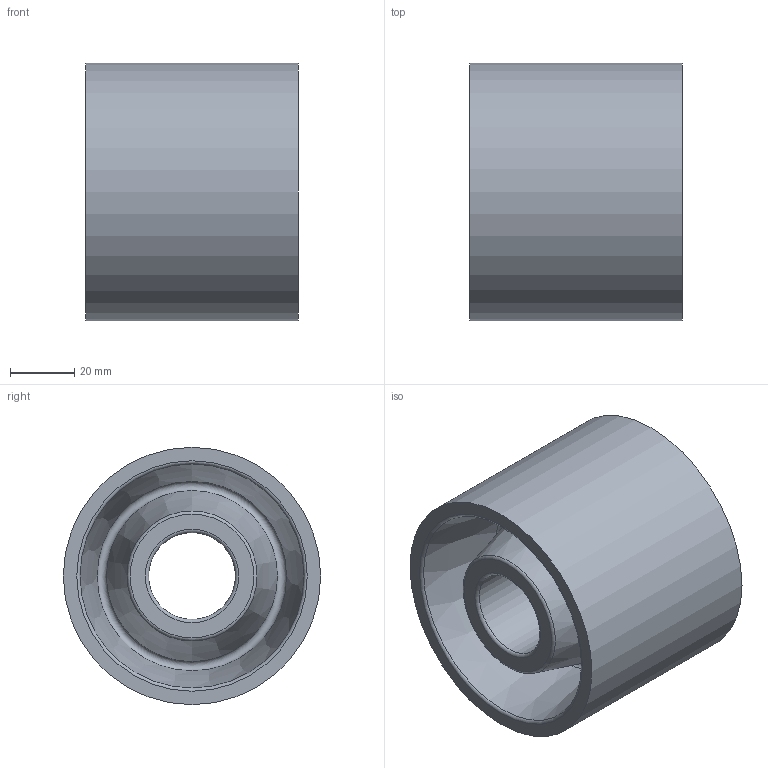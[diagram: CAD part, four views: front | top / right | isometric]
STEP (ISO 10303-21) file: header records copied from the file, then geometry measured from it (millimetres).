
FILE_DESCRIPTION (( 'STEP AP214' ), '1' );
FILE_NAME ('Part3.STEP', '2025-08-08T14:54:02', ( '' ), ( '' ), 'SwSTEP 2.0', 'SolidWorks 2025', '' );
FILE_SCHEMA (( 'AUTOMOTIVE_DESIGN' ));
Length unit declared in the file: millimetre
Products named in the file (1): Part3
Bounding box: 66 x 80 x 80 mm (x, y, z)
Volume: 201010.3 mm3; surface area: 45237.1 mm2
Topology: 1 solids, 1 shells, 18 faces, 36 edges, 22 vertices
Faces by surface type: torus 8, cone 4, plane 4, cylinder 2
Full cylindrical faces by diameter (mm): 27 x1, 80 x1
Entity records: 391 total; most frequent: DIRECTION 74, CARTESIAN_POINT 55, AXIS2_PLACEMENT_3D 37, EDGE_LOOP 36, ORIENTED_EDGE 36, FACE_OUTER_BOUND 28, VERTEX_POINT 18, ADVANCED_FACE 18
